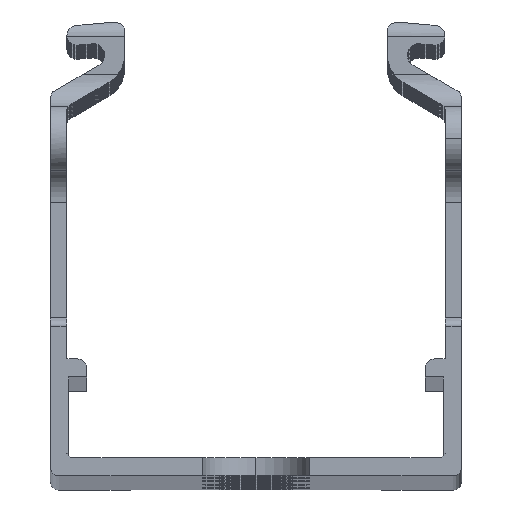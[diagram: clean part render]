
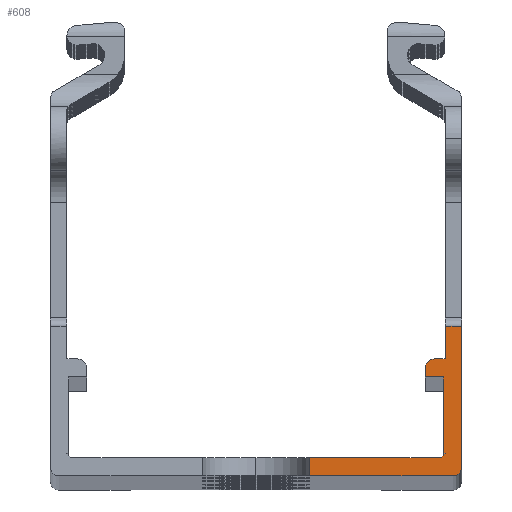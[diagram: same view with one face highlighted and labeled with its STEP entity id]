
A CAD part, top view. The second image highlights one B-rep face of the part: STEP entity #608.
In plain terms, the highlighted planar face has unit normal (0, 0, 1).
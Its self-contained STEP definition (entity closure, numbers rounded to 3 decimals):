
#608 = ADVANCED_FACE ( 'NONE', ( #46254 ), #54360, .T. ) ;
#622 = EDGE_CURVE ( 'NONE', #13344, #35097, #21127, .T. ) ;
#1974 = VERTEX_POINT ( 'NONE', #34821 ) ;
#2112 = VERTEX_POINT ( 'NONE', #32453 ) ;
#2577 = VERTEX_POINT ( 'NONE', #56253 ) ;
#2644 = DIRECTION ( 'NONE',  ( -1., 0., 0. ) ) ;
#2680 = LINE ( 'NONE', #29398, #50201 ) ;
#2848 = ORIENTED_EDGE ( 'NONE', *, *, #622, .F. ) ;
#2876 = CIRCLE ( 'NONE', #19762, 0.5 ) ;
#3075 = LINE ( 'NONE', #18786, #23987 ) ;
#3076 = CARTESIAN_POINT ( 'NONE',  ( 10.3, 6., 250. ) ) ;
#3161 = CARTESIAN_POINT ( 'NONE',  ( 11.4, 6., 250. ) ) ;
#3327 = ORIENTED_EDGE ( 'NONE', *, *, #22096, .F. ) ;
#3456 = CARTESIAN_POINT ( 'NONE',  ( 3.25, 0., 250. ) ) ;
#4430 = LINE ( 'NONE', #17629, #28177 ) ;
#5532 = CARTESIAN_POINT ( 'NONE',  ( 11.4, 1.3, 250. ) ) ;
#6863 = CARTESIAN_POINT ( 'NONE',  ( 11.2, 1.3, 250. ) ) ;
#7576 = DIRECTION ( 'NONE',  ( 0., 1., 0. ) ) ;
#7652 = CARTESIAN_POINT ( 'NONE',  ( 0., 1.1, 250. ) ) ;
#8116 = LINE ( 'NONE', #50463, #27638 ) ;
#9809 = DIRECTION ( 'NONE',  ( 1., 0., 0. ) ) ;
#9991 = CARTESIAN_POINT ( 'NONE',  ( 3.25, 1.1, 250. ) ) ;
#10664 = EDGE_CURVE ( 'NONE', #40275, #40844, #33262, .T. ) ;
#10819 = LINE ( 'NONE', #20198, #56997 ) ;
#10870 = VECTOR ( 'NONE', #42249, 1000. ) ;
#10905 = ORIENTED_EDGE ( 'NONE', *, *, #51919, .T. ) ;
#11339 = DIRECTION ( 'NONE',  ( -1., 0., 0. ) ) ;
#11545 = ORIENTED_EDGE ( 'NONE', *, *, #55583, .F. ) ;
#11703 = VECTOR ( 'NONE', #34402, 1000. ) ;
#11776 = CARTESIAN_POINT ( 'NONE',  ( 10.85, 6.55, 250. ) ) ;
#11842 = CIRCLE ( 'NONE', #25846, 0.2 ) ;
#12069 = CARTESIAN_POINT ( 'NONE',  ( 12., 0.5, 250. ) ) ;
#13344 = VERTEX_POINT ( 'NONE', #38436 ) ;
#13477 = VERTEX_POINT ( 'NONE', #46086 ) ;
#14014 = CARTESIAN_POINT ( 'NONE',  ( 11.2, 1.1, 250. ) ) ;
#14957 = ORIENTED_EDGE ( 'NONE', *, *, #56206, .T. ) ;
#15037 = VERTEX_POINT ( 'NONE', #49766 ) ;
#15498 = ORIENTED_EDGE ( 'NONE', *, *, #10664, .T. ) ;
#15523 = DIRECTION ( 'NONE',  ( -1., 0., 0. ) ) ;
#15905 = ORIENTED_EDGE ( 'NONE', *, *, #55102, .F. ) ;
#16290 = DIRECTION ( 'NONE',  ( -1., 0., 0. ) ) ;
#16576 = DIRECTION ( 'NONE',  ( -1., 0., 0. ) ) ;
#16853 = ORIENTED_EDGE ( 'NONE', *, *, #20382, .F. ) ;
#17629 = CARTESIAN_POINT ( 'NONE',  ( 11.5, 1.358, 250. ) ) ;
#18786 = CARTESIAN_POINT ( 'NONE',  ( 11.4, 1.415, 250. ) ) ;
#19762 = AXIS2_PLACEMENT_3D ( 'NONE', #12069, #43320, #16576 ) ;
#20050 = VERTEX_POINT ( 'NONE', #48530 ) ;
#20198 = CARTESIAN_POINT ( 'NONE',  ( 11.4, 6., 250. ) ) ;
#20237 = VERTEX_POINT ( 'NONE', #9991 ) ;
#20382 = EDGE_CURVE ( 'NONE', #49721, #48767, #11842, .T. ) ;
#21127 = LINE ( 'NONE', #23467, #31573 ) ;
#21438 = ORIENTED_EDGE ( 'NONE', *, *, #33543, .F. ) ;
#21731 = VERTEX_POINT ( 'NONE', #42784 ) ;
#22096 = EDGE_CURVE ( 'NONE', #13477, #50528, #54267, .T. ) ;
#22120 = DIRECTION ( 'NONE',  ( 0.866, 0.5, 0. ) ) ;
#22321 = LINE ( 'NONE', #3076, #44674 ) ;
#23257 = DIRECTION ( 'NONE',  ( -0.866, 0.5, 0. ) ) ;
#23467 = CARTESIAN_POINT ( 'NONE',  ( 11.6, 9.1, 250. ) ) ;
#23987 = VECTOR ( 'NONE', #23257, 1000. ) ;
#25846 = AXIS2_PLACEMENT_3D ( 'NONE', #6863, #38087, #11339 ) ;
#26836 = CARTESIAN_POINT ( 'NONE',  ( 11.5, 1.358, 250. ) ) ;
#27493 = ORIENTED_EDGE ( 'NONE', *, *, #50972, .F. ) ;
#27638 = VECTOR ( 'NONE', #46185, 1000. ) ;
#28177 = VECTOR ( 'NONE', #22120, 1000. ) ;
#29378 = EDGE_CURVE ( 'NONE', #2112, #40844, #2876, .T. ) ;
#29398 = CARTESIAN_POINT ( 'NONE',  ( 12.501, 9.1, 250. ) ) ;
#30277 = CARTESIAN_POINT ( 'NONE',  ( 11.6, 9.1, 250. ) ) ;
#30755 = ORIENTED_EDGE ( 'NONE', *, *, #44868, .F. ) ;
#31573 = VECTOR ( 'NONE', #41246, 1000. ) ;
#31784 = CIRCLE ( 'NONE', #49829, 0.55 ) ;
#32078 = CARTESIAN_POINT ( 'NONE',  ( -11.2, 1.3, 250. ) ) ;
#32209 = AXIS2_PLACEMENT_3D ( 'NONE', #32078, #36564, #9809 ) ;
#32453 = CARTESIAN_POINT ( 'NONE',  ( 12.5, 0.5, 250. ) ) ;
#32769 = LINE ( 'NONE', #43325, #46057 ) ;
#33262 = LINE ( 'NONE', #37779, #10870 ) ;
#33543 = EDGE_CURVE ( 'NONE', #50528, #21731, #10819, .T. ) ;
#33588 = EDGE_CURVE ( 'NONE', #20050, #1974, #31784, .T. ) ;
#33608 = ORIENTED_EDGE ( 'NONE', *, *, #29378, .F. ) ;
#34402 = DIRECTION ( 'NONE',  ( -1., 0., 0. ) ) ;
#34821 = CARTESIAN_POINT ( 'NONE',  ( 10.85, 7.1, 250. ) ) ;
#34960 = CARTESIAN_POINT ( 'NONE',  ( 11.5, 7.1, 250. ) ) ;
#35097 = VERTEX_POINT ( 'NONE', #30277 ) ;
#36138 = EDGE_LOOP ( 'NONE', ( #14957, #15498, #33608, #30755, #57121, #2848, #49627, #54122, #43363, #27493, #21438, #3327, #15905, #11545, #16853, #10905 ) ) ;
#36564 = DIRECTION ( 'NONE',  ( 0., 0., 1. ) ) ;
#37779 = CARTESIAN_POINT ( 'NONE',  ( -12., 0., 250. ) ) ;
#38087 = DIRECTION ( 'NONE',  ( 0., 0., 1. ) ) ;
#38436 = CARTESIAN_POINT ( 'NONE',  ( 11.5, 9., 250. ) ) ;
#40275 = VERTEX_POINT ( 'NONE', #3456 ) ;
#40413 = VERTEX_POINT ( 'NONE', #26836 ) ;
#40844 = VERTEX_POINT ( 'NONE', #48669 ) ;
#41106 = EDGE_CURVE ( 'NONE', #2577, #13344, #53237, .T. ) ;
#41246 = DIRECTION ( 'NONE',  ( 0.707, 0.707, 0. ) ) ;
#42249 = DIRECTION ( 'NONE',  ( 1., 0., 0. ) ) ;
#42350 = VECTOR ( 'NONE', #50159, 1000. ) ;
#42784 = CARTESIAN_POINT ( 'NONE',  ( 10.3, 6., 250. ) ) ;
#43008 = DIRECTION ( 'NONE',  ( 0., 0., -1. ) ) ;
#43320 = DIRECTION ( 'NONE',  ( 0., 0., -1. ) ) ;
#43325 = CARTESIAN_POINT ( 'NONE',  ( 10.85, 7.1, 250. ) ) ;
#43363 = ORIENTED_EDGE ( 'NONE', *, *, #33588, .F. ) ;
#44674 = VECTOR ( 'NONE', #7576, 1000. ) ;
#44868 = EDGE_CURVE ( 'NONE', #15037, #2112, #8116, .T. ) ;
#45459 = DIRECTION ( 'NONE',  ( 0., -1., 0. ) ) ;
#45673 = CARTESIAN_POINT ( 'NONE',  ( 11.4, 6., 250. ) ) ;
#46057 = VECTOR ( 'NONE', #52300, 1000. ) ;
#46086 = CARTESIAN_POINT ( 'NONE',  ( 11.4, 1.415, 250. ) ) ;
#46185 = DIRECTION ( 'NONE',  ( 0., -1., 0. ) ) ;
#46254 = FACE_OUTER_BOUND ( 'NONE', #36138, .T. ) ;
#47355 = LINE ( 'NONE', #7652, #11703 ) ;
#48530 = CARTESIAN_POINT ( 'NONE',  ( 10.3, 6.55, 250. ) ) ;
#48669 = CARTESIAN_POINT ( 'NONE',  ( 12., 0., 250. ) ) ;
#48767 = VERTEX_POINT ( 'NONE', #5532 ) ;
#49023 = VECTOR ( 'NONE', #57278, 1000. ) ;
#49627 = ORIENTED_EDGE ( 'NONE', *, *, #41106, .F. ) ;
#49721 = VERTEX_POINT ( 'NONE', #14014 ) ;
#49766 = CARTESIAN_POINT ( 'NONE',  ( 12.5, 9.1, 250. ) ) ;
#49829 = AXIS2_PLACEMENT_3D ( 'NONE', #11776, #43008, #16290 ) ;
#50159 = DIRECTION ( 'NONE',  ( 0., 1., 0. ) ) ;
#50201 = VECTOR ( 'NONE', #2644, 1000. ) ;
#50463 = CARTESIAN_POINT ( 'NONE',  ( 12.5, 0.5, 250. ) ) ;
#50528 = VERTEX_POINT ( 'NONE', #3161 ) ;
#50972 = EDGE_CURVE ( 'NONE', #21731, #20050, #22321, .T. ) ;
#51016 = EDGE_CURVE ( 'NONE', #1974, #2577, #32769, .T. ) ;
#51324 = EDGE_CURVE ( 'NONE', #15037, #35097, #2680, .T. ) ;
#51919 = EDGE_CURVE ( 'NONE', #49721, #20237, #47355, .T. ) ;
#52300 = DIRECTION ( 'NONE',  ( 1., 0., 0. ) ) ;
#53237 = LINE ( 'NONE', #34960, #49023 ) ;
#54122 = ORIENTED_EDGE ( 'NONE', *, *, #51016, .F. ) ;
#54267 = LINE ( 'NONE', #45673, #42350 ) ;
#54360 = PLANE ( 'NONE',  #32209 ) ;
#54454 = CARTESIAN_POINT ( 'NONE',  ( 3.25, 27.6, 250. ) ) ;
#55102 = EDGE_CURVE ( 'NONE', #40413, #13477, #3075, .T. ) ;
#55367 = VECTOR ( 'NONE', #45459, 1000. ) ;
#55583 = EDGE_CURVE ( 'NONE', #48767, #40413, #4430, .T. ) ;
#56206 = EDGE_CURVE ( 'NONE', #20237, #40275, #56802, .T. ) ;
#56253 = CARTESIAN_POINT ( 'NONE',  ( 11.5, 7.1, 250. ) ) ;
#56802 = LINE ( 'NONE', #54454, #55367 ) ;
#56997 = VECTOR ( 'NONE', #15523, 1000. ) ;
#57121 = ORIENTED_EDGE ( 'NONE', *, *, #51324, .T. ) ;
#57278 = DIRECTION ( 'NONE',  ( 0., 1., 0. ) ) ;
